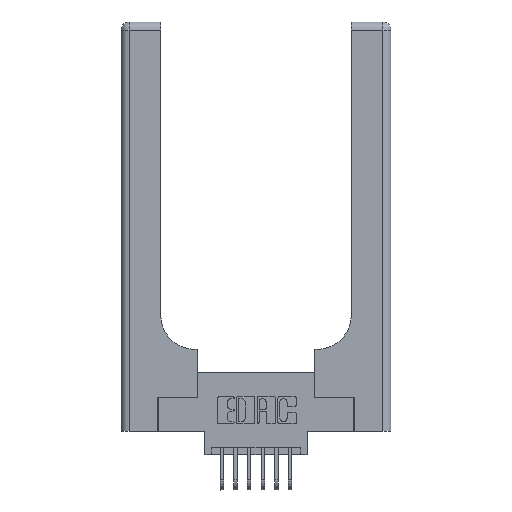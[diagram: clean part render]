
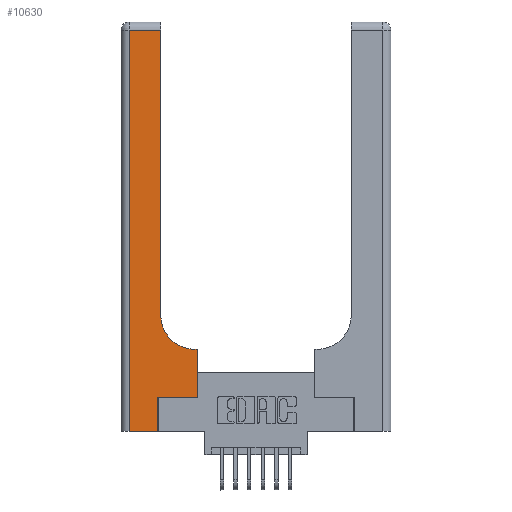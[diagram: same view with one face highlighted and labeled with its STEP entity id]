
A CAD part, top view. The second image highlights one B-rep face of the part: STEP entity #10630.
In plain terms, the highlighted planar face has unit normal (0, 0, 1).
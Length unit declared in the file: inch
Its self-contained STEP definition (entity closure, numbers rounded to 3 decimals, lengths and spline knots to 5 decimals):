
#649 = EDGE_CURVE ( 'NONE', #12013, #7299, #9074, .T. ) ;
#974 = VERTEX_POINT ( 'NONE', #1788 ) ;
#1304 = VERTEX_POINT ( 'NONE', #10658 ) ;
#1340 = EDGE_CURVE ( 'NONE', #2522, #974, #13703, .T. ) ;
#1634 = VERTEX_POINT ( 'NONE', #4499 ) ;
#1696 = LINE ( 'NONE', #10057, #2377 ) ;
#1784 = CARTESIAN_POINT ( 'NONE',  ( 0.06, 0., 0.37 ) ) ;
#1788 = CARTESIAN_POINT ( 'NONE',  ( 0.06, 2.94, 0.37 ) ) ;
#1807 = CARTESIAN_POINT ( 'NONE',  ( 0., 2.94, 0.37 ) ) ;
#2377 = VECTOR ( 'NONE', #11093, 39.37008 ) ;
#2499 = EDGE_CURVE ( 'NONE', #7299, #2522, #7621, .T. ) ;
#2522 = VERTEX_POINT ( 'NONE', #3095 ) ;
#2934 = DIRECTION ( 'NONE',  ( 0., 0., -1. ) ) ;
#3019 = DIRECTION ( 'NONE',  ( 0., 1., 0. ) ) ;
#3032 = EDGE_CURVE ( 'NONE', #8208, #12013, #6418, .T. ) ;
#3095 = CARTESIAN_POINT ( 'NONE',  ( 0.2915, 2.94, 0.37 ) ) ;
#3320 = ORIENTED_EDGE ( 'NONE', *, *, #2499, .T. ) ;
#3395 = AXIS2_PLACEMENT_3D ( 'NONE', #9733, #12745, #6278 ) ;
#3425 = ORIENTED_EDGE ( 'NONE', *, *, #1340, .T. ) ;
#3606 = VECTOR ( 'NONE', #6978, 39.37008 ) ;
#3686 = ORIENTED_EDGE ( 'NONE', *, *, #4959, .T. ) ;
#3763 = ORIENTED_EDGE ( 'NONE', *, *, #7900, .T. ) ;
#3980 = ORIENTED_EDGE ( 'NONE', *, *, #9060, .T. ) ;
#4190 = ORIENTED_EDGE ( 'NONE', *, *, #6782, .T. ) ;
#4274 = CARTESIAN_POINT ( 'NONE',  ( 0.5585, 0.6, 0.37 ) ) ;
#4381 = DIRECTION ( 'NONE',  ( -1., 0., 0. ) ) ;
#4444 = DIRECTION ( 'NONE',  ( 1., 0., 0. ) ) ;
#4499 = CARTESIAN_POINT ( 'NONE',  ( 0.269, 0., 0.37 ) ) ;
#4530 = CARTESIAN_POINT ( 'NONE',  ( 0.2915, 3., 0.37 ) ) ;
#4742 = ORIENTED_EDGE ( 'NONE', *, *, #10323, .T. ) ;
#4959 = EDGE_CURVE ( 'NONE', #974, #8742, #13423, .T. ) ;
#5036 = ORIENTED_EDGE ( 'NONE', *, *, #3032, .T. ) ;
#5357 = ORIENTED_EDGE ( 'NONE', *, *, #649, .T. ) ;
#5668 = CARTESIAN_POINT ( 'NONE',  ( 0.06, 3., 0.37 ) ) ;
#6278 = DIRECTION ( 'NONE',  ( -1., 0., 0. ) ) ;
#6418 = LINE ( 'NONE', #12372, #3606 ) ;
#6782 = EDGE_CURVE ( 'NONE', #13926, #1304, #1696, .T. ) ;
#6816 = DIRECTION ( 'NONE',  ( 0., 1., 0. ) ) ;
#6978 = DIRECTION ( 'NONE',  ( -1., 0., 0. ) ) ;
#7299 = VERTEX_POINT ( 'NONE', #12033 ) ;
#7484 = VECTOR ( 'NONE', #11390, 39.37008 ) ;
#7519 = CARTESIAN_POINT ( 'NONE',  ( 0.5415, 0.85, 0.37 ) ) ;
#7621 = LINE ( 'NONE', #4530, #7484 ) ;
#7900 = EDGE_CURVE ( 'NONE', #8742, #1634, #12946, .T. ) ;
#8208 = VERTEX_POINT ( 'NONE', #4274 ) ;
#8375 = DIRECTION ( 'NONE',  ( 1., 0., 0. ) ) ;
#8565 = VECTOR ( 'NONE', #12282, 39.37008 ) ;
#8742 = VERTEX_POINT ( 'NONE', #1784 ) ;
#9060 = EDGE_CURVE ( 'NONE', #1634, #13926, #10943, .T. ) ;
#9074 = CIRCLE ( 'NONE', #11635, 0.25 ) ;
#9518 = CARTESIAN_POINT ( 'NONE',  ( 0., 0., 0.37 ) ) ;
#9733 = CARTESIAN_POINT ( 'NONE',  ( 0., 3., 0.37 ) ) ;
#9742 = EDGE_LOOP ( 'NONE', ( #3320, #3425, #3686, #3763, #3980, #4190, #4742, #5036, #5357 ) ) ;
#10057 = CARTESIAN_POINT ( 'NONE',  ( 0.269, 0.25, 0.37 ) ) ;
#10323 = EDGE_CURVE ( 'NONE', #1304, #8208, #13929, .T. ) ;
#10365 = CARTESIAN_POINT ( 'NONE',  ( 0.5585, 0.25, 0.37 ) ) ;
#10630 = ADVANCED_FACE ( 'NONE', ( #13055 ), #11768, .F. ) ;
#10658 = CARTESIAN_POINT ( 'NONE',  ( 0.5585, 0.25, 0.37 ) ) ;
#10943 = LINE ( 'NONE', #14021, #11906 ) ;
#11093 = DIRECTION ( 'NONE',  ( 1., 0., 0. ) ) ;
#11390 = DIRECTION ( 'NONE',  ( 0., 1., 0. ) ) ;
#11611 = VECTOR ( 'NONE', #8375, 39.37008 ) ;
#11635 = AXIS2_PLACEMENT_3D ( 'NONE', #7519, #2934, #4444 ) ;
#11768 = PLANE ( 'NONE',  #3395 ) ;
#11906 = VECTOR ( 'NONE', #6816, 39.37008 ) ;
#12013 = VERTEX_POINT ( 'NONE', #13911 ) ;
#12033 = CARTESIAN_POINT ( 'NONE',  ( 0.2915, 0.85, 0.37 ) ) ;
#12282 = DIRECTION ( 'NONE',  ( 0., -1., 0. ) ) ;
#12372 = CARTESIAN_POINT ( 'NONE',  ( 0.2915, 0.6, 0.37 ) ) ;
#12745 = DIRECTION ( 'NONE',  ( 0., 0., -1. ) ) ;
#12946 = LINE ( 'NONE', #9518, #11611 ) ;
#12962 = CARTESIAN_POINT ( 'NONE',  ( 0.269, 0.25, 0.37 ) ) ;
#13055 = FACE_OUTER_BOUND ( 'NONE', #9742, .T. ) ;
#13411 = VECTOR ( 'NONE', #4381, 39.37008 ) ;
#13423 = LINE ( 'NONE', #5668, #8565 ) ;
#13703 = LINE ( 'NONE', #1807, #13411 ) ;
#13911 = CARTESIAN_POINT ( 'NONE',  ( 0.5415, 0.6, 0.37 ) ) ;
#13926 = VERTEX_POINT ( 'NONE', #12962 ) ;
#13929 = LINE ( 'NONE', #10365, #14004 ) ;
#14004 = VECTOR ( 'NONE', #3019, 39.37008 ) ;
#14021 = CARTESIAN_POINT ( 'NONE',  ( 0.269, 0., 0.37 ) ) ;
